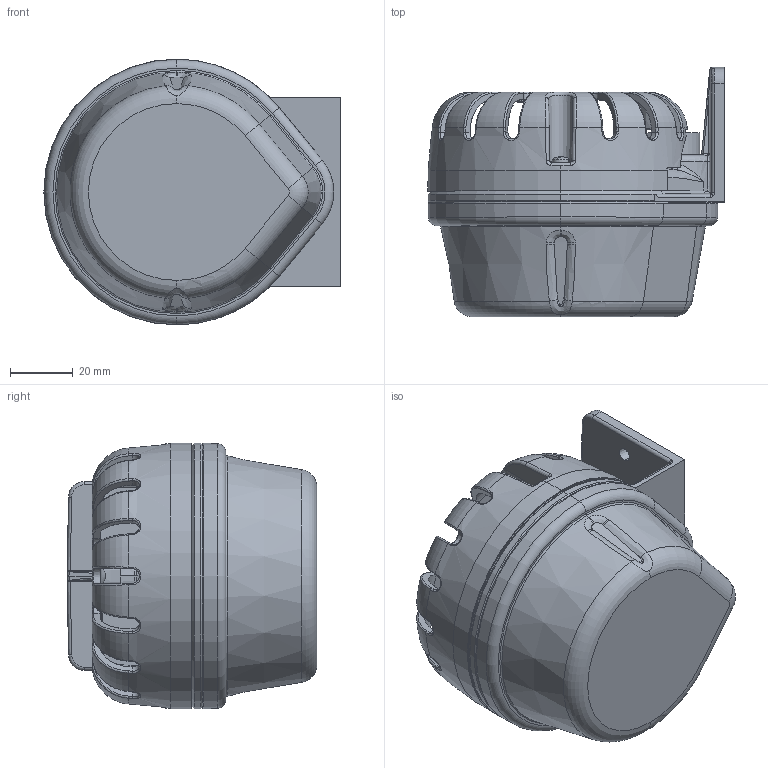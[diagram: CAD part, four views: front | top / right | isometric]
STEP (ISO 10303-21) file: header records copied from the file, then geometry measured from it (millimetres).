
FILE_DESCRIPTION (( 'STEP AP214' ), '1' );
FILE_NAME ('SK0061.STEP', '2017-04-26T07:44:53', ( '' ), ( '' ), 'SwSTEP 2.0', 'SolidWorks 2017', '' );
FILE_SCHEMA (( 'AUTOMOTIVE_DESIGN' ));
Length unit declared in the file: millimetre
Products named in the file (1): SK0061
Bounding box: 94.32 x 79.5 x 84.63 mm (x, y, z)
Volume: 264847.4 mm3; surface area: 63996.5 mm2
Topology: 1 solids, 10 shells, 1469 faces, 3643 edges, 2151 vertices
Faces by surface type: bspline 473, cylinder 315, plane 275, torus 195, cone 187, sphere 24
Entity records: 77145 total; most frequent: CARTESIAN_POINT 30702, ORIENTED_EDGE 7210, DIRECTION 5548, EDGE_CURVE 3605, AXIS2_PLACEMENT_3D 2328, VERTEX_POINT 2151, EDGE_LOOP 1514, ADVANCED_FACE 1469
